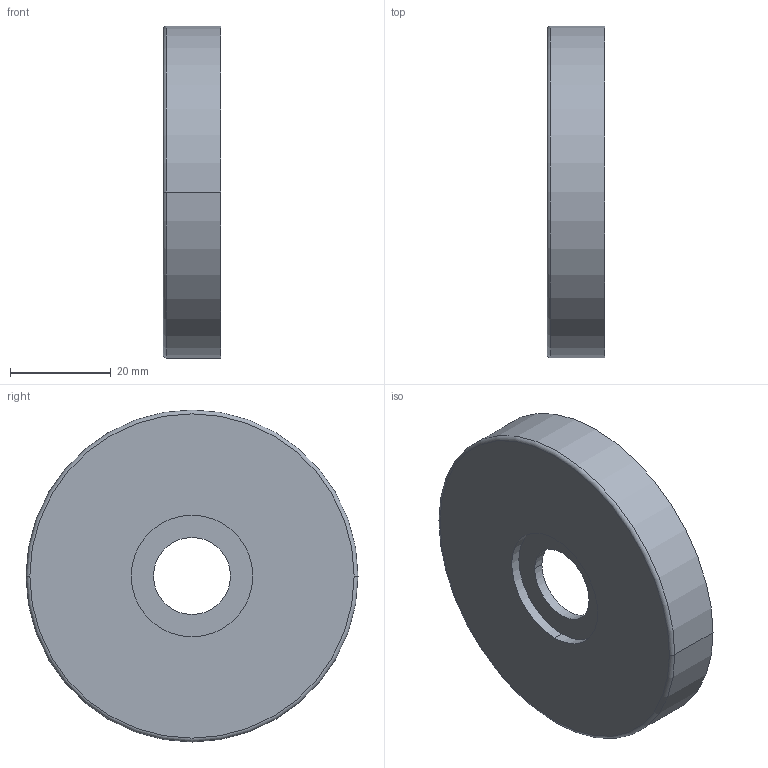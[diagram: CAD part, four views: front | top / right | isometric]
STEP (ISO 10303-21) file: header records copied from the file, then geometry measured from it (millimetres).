
FILE_DESCRIPTION((''),'2;1');
FILE_NAME('40402','2015-02-12T',('rsmith'),(''),'PRO/ENGINEER BY PARAMETRIC TECHNOLOGY CORPORATION, 2013150','PRO/ENGINEER BY PARAMETRIC TECHNOLOGY CORPORATION, 2013150','');
FILE_SCHEMA(('CONFIG_CONTROL_DESIGN'));
Length unit declared in the file: inch
Products named in the file (1): 40402
Bounding box: 11.48 x 65.79 x 65.79 mm (x, y, z)
Volume: 10592.4 mm3; surface area: 16128.9 mm2
Topology: 1 solids, 2 shells, 28 faces, 58 edges, 36 vertices
Faces by surface type: cylinder 12, torus 10, plane 6
Entity records: 814 total; most frequent: DIRECTION 162, CARTESIAN_POINT 123, ORIENTED_EDGE 112, AXIS2_PLACEMENT_3D 75, EDGE_CURVE 58, CIRCLE 46, VERTEX_POINT 36, EDGE_LOOP 34
